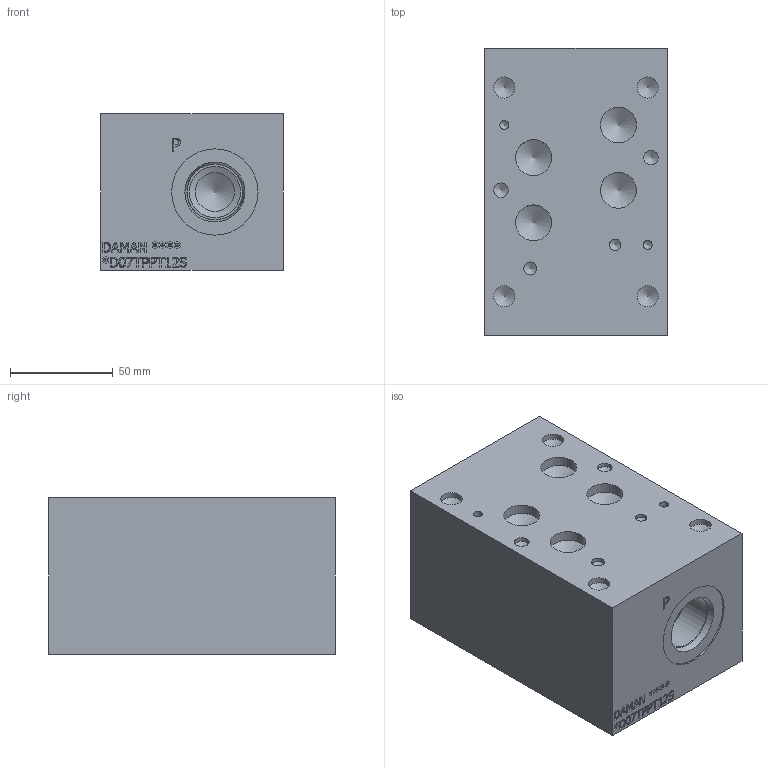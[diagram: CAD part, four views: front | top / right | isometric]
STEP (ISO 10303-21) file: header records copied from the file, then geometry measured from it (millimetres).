
FILE_DESCRIPTION(/* description */ (''),/* implementation_level */ '2;1');
FILE_NAME(/* name */ '_D07TPPT12S.stp',/* time_stamp */ '2020-06-22T13:21:30-04:00',/* author */ ('devonn'),/* organization */ (''),/* preprocessor_version */ 'ST-DEVELOPER v17',/* originating_system */ 'Autodesk Inventor 2019',/* authorisation */ '');
FILE_SCHEMA (('AUTOMOTIVE_DESIGN { 1 0 10303 214 3 1 1 }'));
Length unit declared in the file: millimetre
Products named in the file (1): Part_DD07TPPT12S.C14424R0_3D
Bounding box: 88.9 x 139.7 x 76.2 mm (x, y, z)
Volume: 893724.9 mm3; surface area: 69210.4 mm2
Topology: 1 solids, 1 shells, 428 faces, 1196 edges, 810 vertices
Faces by surface type: plane 268, bspline 80, cylinder 44, cone 36
Full cylindrical faces by diameter (mm): 3.175 x2, 4.369 x2, 5.563 x2, 6.35 x2, 7.137 x4, 10.312 x8, 11.125 x2, 17.475 x8, 19.05 x1, 23.012 x1, 24.917 x2, 25.4 x4, 26.99 x2, 27.432 x2, 42.037 x2
Entity records: 14366 total; most frequent: CARTESIAN_POINT 3445, ORIENTED_EDGE 2332, DIRECTION 1872, EDGE_CURVE 1166, LINE 838, VECTOR 838, VERTEX_POINT 810, AXIS2_PLACEMENT_3D 517
